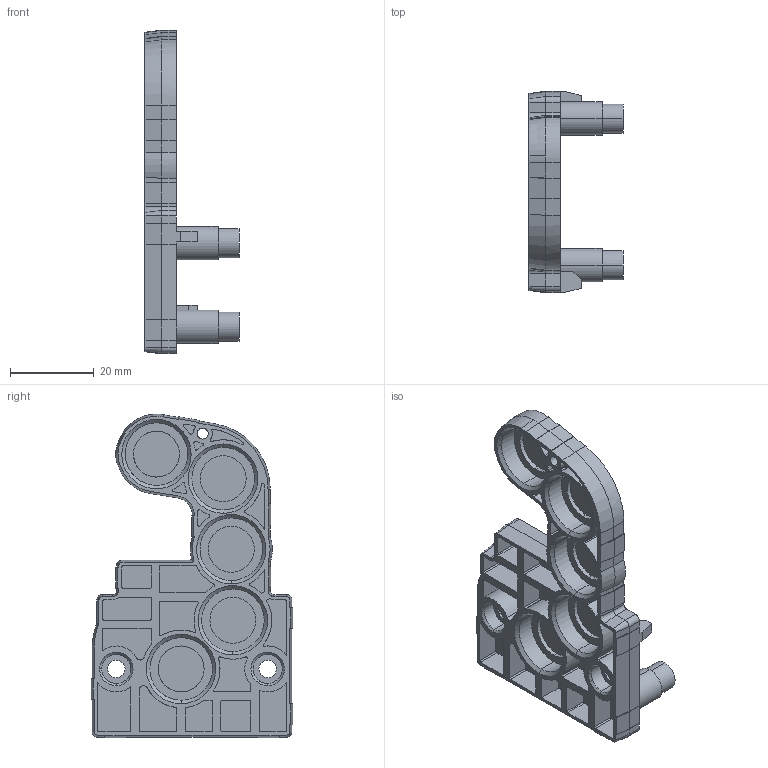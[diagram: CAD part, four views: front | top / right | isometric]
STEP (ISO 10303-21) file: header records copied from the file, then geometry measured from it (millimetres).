
FILE_DESCRIPTION (( 'STEP AP203' ), '1' );
FILE_NAME ('衵喘謫眊极裔Right box cover 2.STEP', '2018-09-07T01:18:37', ( '' ), ( '' ), 'SwSTEP 2.0', 'SolidWorks 2017', '' );
FILE_SCHEMA (( 'CONFIG_CONTROL_DESIGN' ));
Length unit declared in the file: millimetre
Products named in the file (1): 衵喘謫眊极裔Right box cover 2
Bounding box: 22.5 x 48.14 x 77.42 mm (x, y, z)
Volume: 12192.5 mm3; surface area: 12670.6 mm2
Topology: 1 solids, 1 shells, 404 faces, 1105 edges, 736 vertices
Faces by surface type: plane 184, cylinder 173, cone 46, bspline 1
Entity records: 13723 total; most frequent: CARTESIAN_POINT 3475, ORIENTED_EDGE 2202, DIRECTION 2016, EDGE_CURVE 1101, VERTEX_POINT 736, AXIS2_PLACEMENT_3D 705, LINE 606, VECTOR 606
